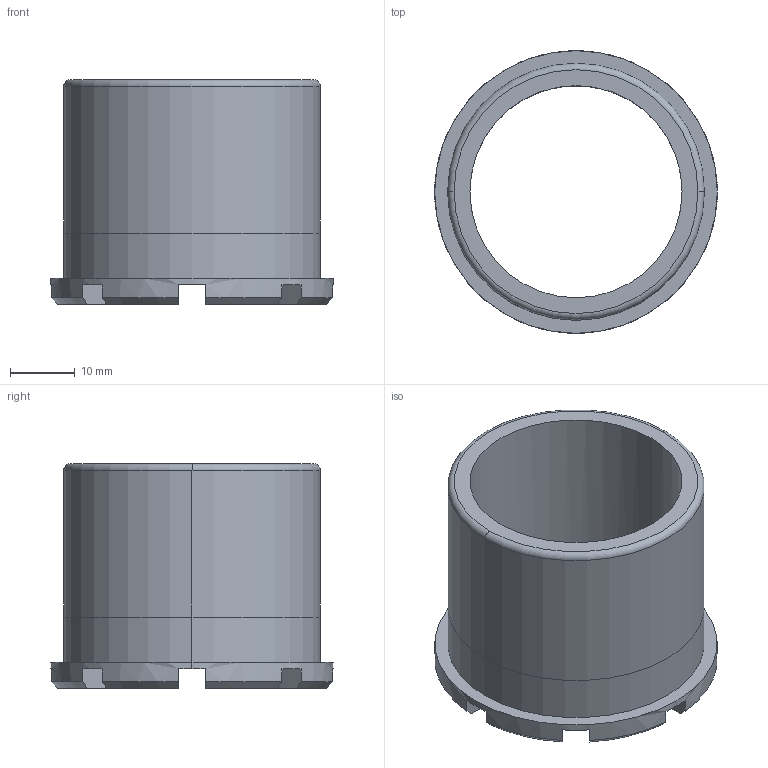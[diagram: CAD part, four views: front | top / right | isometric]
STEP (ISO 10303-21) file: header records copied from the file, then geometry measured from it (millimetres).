
FILE_DESCRIPTION (( 'STEP AP203' ), '1' );
FILE_NAME ('Douille Rotec.STEP', '2022-12-16T07:50:03', ( '' ), ( '' ), 'SwSTEP 2.0', 'SolidWorks 2020', '' );
FILE_SCHEMA (( 'CONFIG_CONTROL_DESIGN' ));
Length unit declared in the file: millimetre
Products named in the file (1): Douille Rotec
Bounding box: 43.7 x 43.7 x 34.7 mm (x, y, z)
Volume: 14053.8 mm3; surface area: 9200.7 mm2
Topology: 1 solids, 1 shells, 52 faces, 146 edges, 96 vertices
Faces by surface type: plane 34, cylinder 8, cone 8, torus 2
Entity records: 1793 total; most frequent: CARTESIAN_POINT 343, DIRECTION 294, ORIENTED_EDGE 292, EDGE_CURVE 146, AXIS2_PLACEMENT_3D 111, VERTEX_POINT 96, LINE 72, VECTOR 72
